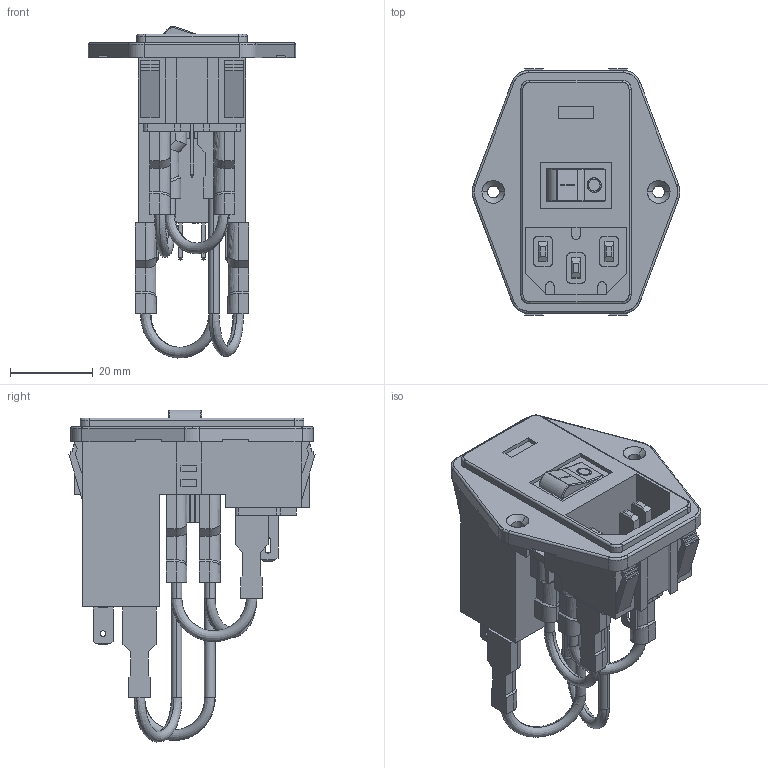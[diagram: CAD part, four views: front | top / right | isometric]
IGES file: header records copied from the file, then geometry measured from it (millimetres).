
Start section: SolidWorks IGES file using analytic representation for surfaces
Global section: file name: 83543550.IGS; native system: SolidWorks 2013; preprocessor: SolidWorks 2013; author: jmiller; date: 130731.161815; units: inch
Bounding box: 50.29 x 59.52 x 80.31 mm (x, y, z)
Surface area: 23010.7 mm2 (no closed solid volume)
Topology: 0 solids, 0 shells, 860 faces, 7667 edges, 7665 vertices
Faces by surface type: bspline 651, revolution 209
